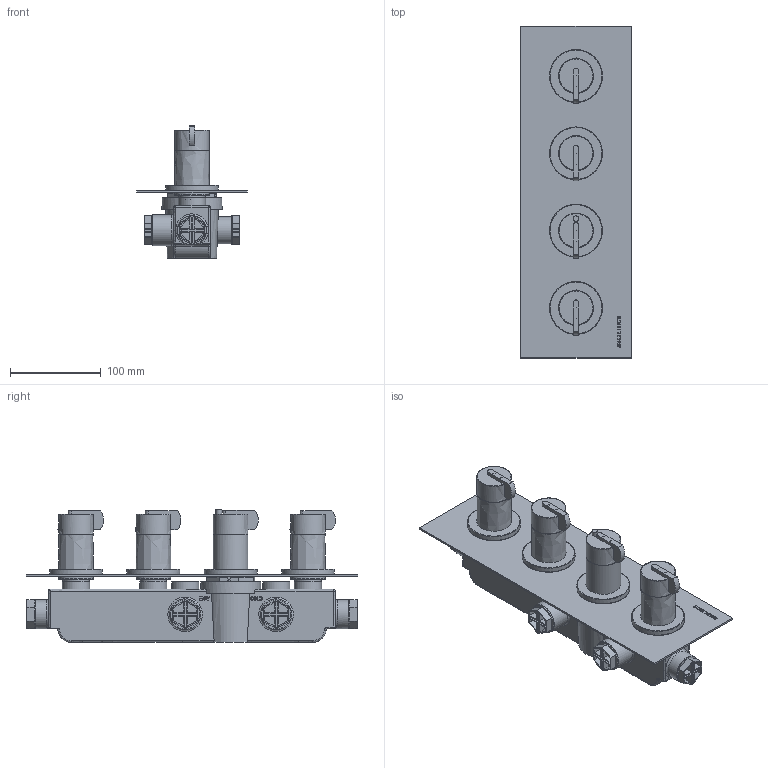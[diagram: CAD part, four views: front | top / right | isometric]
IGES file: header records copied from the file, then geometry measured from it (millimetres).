
Global section: file name: V106-T2; native system: Autodesk Inventor 2014; preprocessor: unknown; author: adaniels; date: 20150204.145138; units: millimetre
Bounding box: 122 x 365 x 146.15 mm (x, y, z)
Volume: 1172376.1 mm3; surface area: 446591.2 mm2
Topology: 78 solids, 95 shells, 3890 faces, 10481 edges, 7000 vertices
Faces by surface type: bspline 3890
